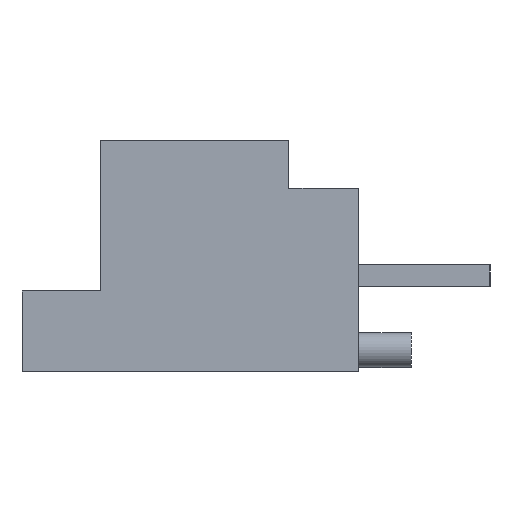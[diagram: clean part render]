
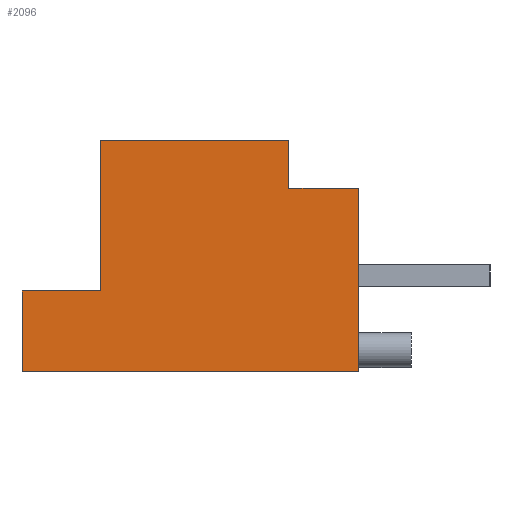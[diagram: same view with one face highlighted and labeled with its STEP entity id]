
A CAD part, left-side view. The second image highlights one B-rep face of the part: STEP entity #2096.
In plain terms, the highlighted planar face has unit normal (-1, 0, 0).
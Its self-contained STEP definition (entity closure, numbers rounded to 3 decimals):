
#4 = EDGE_CURVE ( 'NONE', #5, #2125, #3217, .T. ) ;
#5 = VERTEX_POINT ( 'NONE', #3213 ) ;
#1636 = CARTESIAN_POINT ( 'NONE',  ( -11., 3.85, -2.2 ) ) ;
#1743 = EDGE_CURVE ( 'NONE', #1744, #3936, #3403, .T. ) ;
#1744 = VERTEX_POINT ( 'NONE', #3399 ) ;
#1773 = EDGE_CURVE ( 'NONE', #1744, #5, #3480, .T. ) ;
#1912 = EDGE_CURVE ( 'NONE', #3936, #1977, #3702, .T. ) ;
#1918 = ORIENTED_EDGE ( 'NONE', *, *, #1743, .T. ) ;
#1959 = ORIENTED_EDGE ( 'NONE', *, *, #1912, .T. ) ;
#1974 = VERTEX_POINT ( 'NONE', #3799 ) ;
#1976 = EDGE_CURVE ( 'NONE', #1974, #1977, #3798, .T. ) ;
#1977 = VERTEX_POINT ( 'NONE', #3794 ) ;
#2090 = EDGE_CURVE ( 'NONE', #2119, #2174, #3993, .T. ) ;
#2092 = ORIENTED_EDGE ( 'NONE', *, *, #2090, .F. ) ;
#2093 = ORIENTED_EDGE ( 'NONE', *, *, #2173, .F. ) ;
#2095 = ORIENTED_EDGE ( 'NONE', *, *, #1976, .F. ) ;
#2096 = ADVANCED_FACE ( 'NONE', ( #3985 ), #4050, .F. ) ;
#2097 = EDGE_LOOP ( 'NONE', ( #2095, #2093, #2092, #2167, #2172, #2098, #1918, #1959 ) ) ;
#2098 = ORIENTED_EDGE ( 'NONE', *, *, #1773, .F. ) ;
#2119 = VERTEX_POINT ( 'NONE', #4081 ) ;
#2125 = VERTEX_POINT ( 'NONE', #4071 ) ;
#2127 = EDGE_CURVE ( 'NONE', #2125, #2119, #4070, .T. ) ;
#2167 = ORIENTED_EDGE ( 'NONE', *, *, #2127, .F. ) ;
#2172 = ORIENTED_EDGE ( 'NONE', *, *, #4, .F. ) ;
#2173 = EDGE_CURVE ( 'NONE', #2174, #1974, #4128, .T. ) ;
#2174 = VERTEX_POINT ( 'NONE', #4124 ) ;
#3213 = CARTESIAN_POINT ( 'NONE',  ( -11., 2.05, -0.35 ) ) ;
#3214 = DIRECTION ( 'NONE',  ( 0., 0., 1. ) ) ;
#3215 = VECTOR ( 'NONE', #3214, 1000. ) ;
#3216 = CARTESIAN_POINT ( 'NONE',  ( -11., 2.05, 3.1 ) ) ;
#3217 = LINE ( 'NONE', #3216, #3215 ) ;
#3399 = CARTESIAN_POINT ( 'NONE',  ( -11., 3.85, -0.35 ) ) ;
#3400 = DIRECTION ( 'NONE',  ( 0., 0., -1. ) ) ;
#3401 = VECTOR ( 'NONE', #3400, 1000. ) ;
#3402 = CARTESIAN_POINT ( 'NONE',  ( -11., 3.85, 3.1 ) ) ;
#3403 = LINE ( 'NONE', #3402, #3401 ) ;
#3477 = DIRECTION ( 'NONE',  ( 0., -1., 0. ) ) ;
#3478 = VECTOR ( 'NONE', #3477, 1000. ) ;
#3479 = CARTESIAN_POINT ( 'NONE',  ( -11., 2.05, -0.35 ) ) ;
#3480 = LINE ( 'NONE', #3479, #3478 ) ;
#3699 = DIRECTION ( 'NONE',  ( 0., -1., 0. ) ) ;
#3700 = VECTOR ( 'NONE', #3699, 1000. ) ;
#3701 = CARTESIAN_POINT ( 'NONE',  ( -11., -3.85, -2.2 ) ) ;
#3702 = LINE ( 'NONE', #3701, #3700 ) ;
#3794 = CARTESIAN_POINT ( 'NONE',  ( -11., -3.85, -2.2 ) ) ;
#3795 = DIRECTION ( 'NONE',  ( 0., 0., -1. ) ) ;
#3796 = VECTOR ( 'NONE', #3795, 1000. ) ;
#3797 = CARTESIAN_POINT ( 'NONE',  ( -11., -3.85, 3.1 ) ) ;
#3798 = LINE ( 'NONE', #3797, #3796 ) ;
#3799 = CARTESIAN_POINT ( 'NONE',  ( -11., -3.85, 2. ) ) ;
#3936 = VERTEX_POINT ( 'NONE', #1636 ) ;
#3985 = FACE_OUTER_BOUND ( 'NONE', #2097, .T. ) ;
#3990 = DIRECTION ( 'NONE',  ( 0., 0., -1. ) ) ;
#3991 = VECTOR ( 'NONE', #3990, 1000. ) ;
#3992 = CARTESIAN_POINT ( 'NONE',  ( -11., -2.25, 3.1 ) ) ;
#3993 = LINE ( 'NONE', #3992, #3991 ) ;
#4046 = DIRECTION ( 'NONE',  ( 0., 0., -1. ) ) ;
#4047 = DIRECTION ( 'NONE',  ( 1., 0., 0. ) ) ;
#4048 = CARTESIAN_POINT ( 'NONE',  ( -11., -3.85, 3.1 ) ) ;
#4049 = AXIS2_PLACEMENT_3D ( 'NONE', #4048, #4047, #4046 ) ;
#4050 = PLANE ( 'NONE',  #4049 ) ;
#4067 = DIRECTION ( 'NONE',  ( 0., -1., 0. ) ) ;
#4068 = VECTOR ( 'NONE', #4067, 1000. ) ;
#4069 = CARTESIAN_POINT ( 'NONE',  ( -11., -3.85, 3.1 ) ) ;
#4070 = LINE ( 'NONE', #4069, #4068 ) ;
#4071 = CARTESIAN_POINT ( 'NONE',  ( -11., 2.05, 3.1 ) ) ;
#4081 = CARTESIAN_POINT ( 'NONE',  ( -11., -2.25, 3.1 ) ) ;
#4124 = CARTESIAN_POINT ( 'NONE',  ( -11., -2.25, 2. ) ) ;
#4125 = DIRECTION ( 'NONE',  ( 0., -1., 0. ) ) ;
#4126 = VECTOR ( 'NONE', #4125, 1000. ) ;
#4127 = CARTESIAN_POINT ( 'NONE',  ( -11., -2.25, 2. ) ) ;
#4128 = LINE ( 'NONE', #4127, #4126 ) ;
